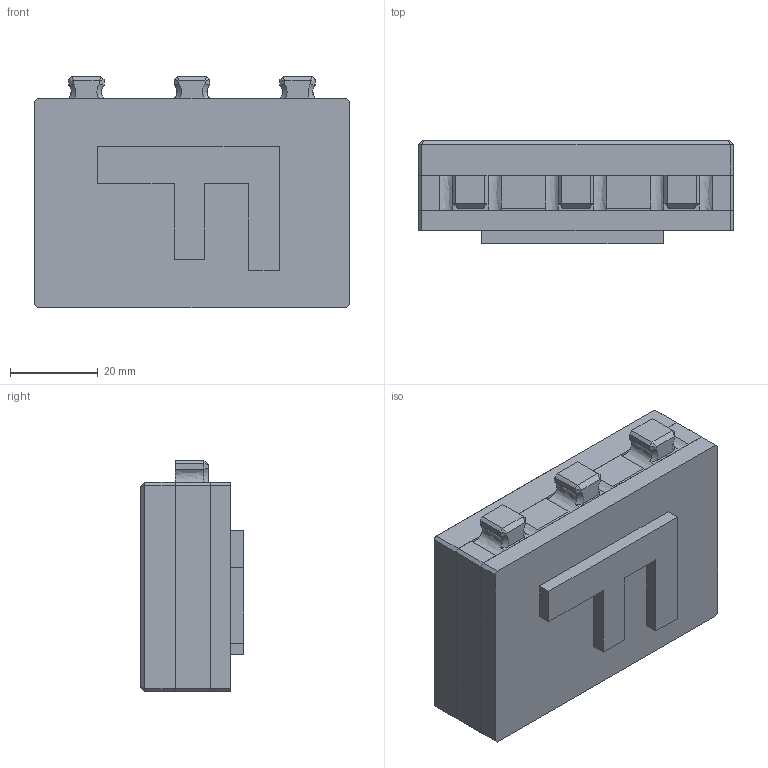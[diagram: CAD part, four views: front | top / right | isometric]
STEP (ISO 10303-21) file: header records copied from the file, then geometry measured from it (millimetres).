
FILE_DESCRIPTION(/* description */ (''),/* implementation_level */ '2;1');
FILE_NAME(/* name */ 'LETTER~1',/* time_stamp */ '2014-10-11T16:06:02+02:00',/* author */ (''),/* organization */ (''),/* preprocessor_version */ 'ST-DEVELOPER v15',/* originating_system */ '',/* authorisation */ '');
FILE_SCHEMA (('AUTOMOTIVE_DESIGN'));
Length unit declared in the file: millimetre
Products named in the file (1): Document
Bounding box: 71.56 x 23.56 x 52.56 mm (x, y, z)
Volume: 69918 mm3; surface area: 27137.6 mm2
Topology: 4 solids, 4 shells, 175 faces, 457 edges, 290 vertices
Faces by surface type: bspline 102, plane 73
Entity records: 5569 total; most frequent: CARTESIAN_POINT 2898, ORIENTED_EDGE 914, EDGE_CURVE 457, VERTEX_POINT 290, B_SPLINE_CURVE_WITH_KNOTS 220, ADVANCED_FACE 175, FACE_OUTER_BOUND 175, EDGE_LOOP 175
